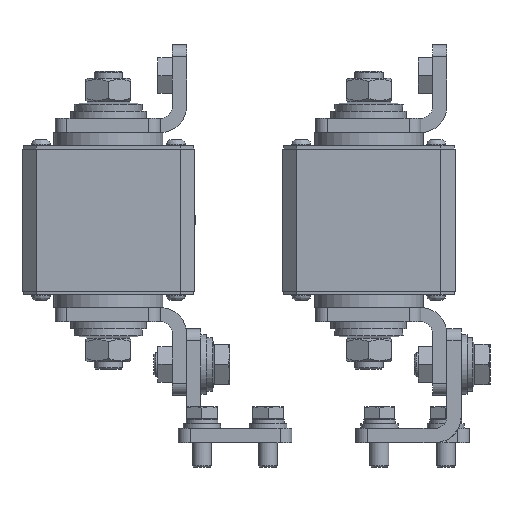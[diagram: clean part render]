
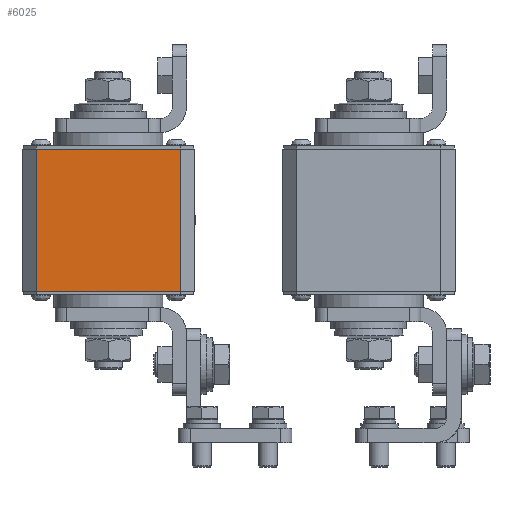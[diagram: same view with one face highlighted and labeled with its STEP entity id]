
A CAD part, left-side view. The second image highlights one B-rep face of the part: STEP entity #6025.
In plain terms, the highlighted planar face has unit normal (-1, 0, 0).
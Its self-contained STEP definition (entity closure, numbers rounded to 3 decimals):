
#6025=ADVANCED_FACE('',(#8240),#7501,.T.);
#7501=PLANE('',#24977);
#8240=FACE_OUTER_BOUND('',#9161,.T.);
#9161=EDGE_LOOP('',(#11475,#11476,#11477,#11478));
#11475=ORIENTED_EDGE('',*,*,#19313,.F.);
#11476=ORIENTED_EDGE('',*,*,#19292,.T.);
#11477=ORIENTED_EDGE('',*,*,#19314,.F.);
#11478=ORIENTED_EDGE('',*,*,#19265,.T.);
#17139=VERTEX_POINT('',#34469);
#17140=VERTEX_POINT('',#34471);
#17166=VERTEX_POINT('',#34524);
#17167=VERTEX_POINT('',#34526);
#19265=EDGE_CURVE('',#17140,#17139,#22137,.T.);
#19292=EDGE_CURVE('',#17167,#17166,#22164,.T.);
#19313=EDGE_CURVE('',#17167,#17139,#22174,.T.);
#19314=EDGE_CURVE('',#17140,#17166,#22175,.T.);
#22137=LINE('',#34470,#23541);
#22164=LINE('',#34525,#23568);
#22174=LINE('',#34685,#23578);
#22175=LINE('',#34686,#23579);
#23541=VECTOR('',#27726,1.);
#23568=VECTOR('',#27755,1.);
#23578=VECTOR('',#27817,1.);
#23579=VECTOR('',#27818,1.);
#24977=AXIS2_PLACEMENT_3D('',#34687,#27819,#27820);
#27726=DIRECTION('',(0.,1.,0.));
#27755=DIRECTION('',(0.,-1.,0.));
#27817=DIRECTION('',(0.,0.,1.));
#27818=DIRECTION('',(0.,0.,-1.));
#27819=DIRECTION('',(-1.,0.,0.));
#27820=DIRECTION('',(0.,0.,-1.));
#34469=CARTESIAN_POINT('',(-115.5,145.,124.));
#34470=CARTESIAN_POINT('',(-115.5,76.5,124.));
#34471=CARTESIAN_POINT('',(-115.5,84.,124.));
#34524=CARTESIAN_POINT('',(-115.5,84.,64.));
#34525=CARTESIAN_POINT('',(-115.5,114.5,64.));
#34526=CARTESIAN_POINT('',(-115.5,145.,64.));
#34685=CARTESIAN_POINT('',(-115.5,145.,94.));
#34686=CARTESIAN_POINT('',(-115.5,84.,94.));
#34687=CARTESIAN_POINT('',(-115.5,76.5,94.));
